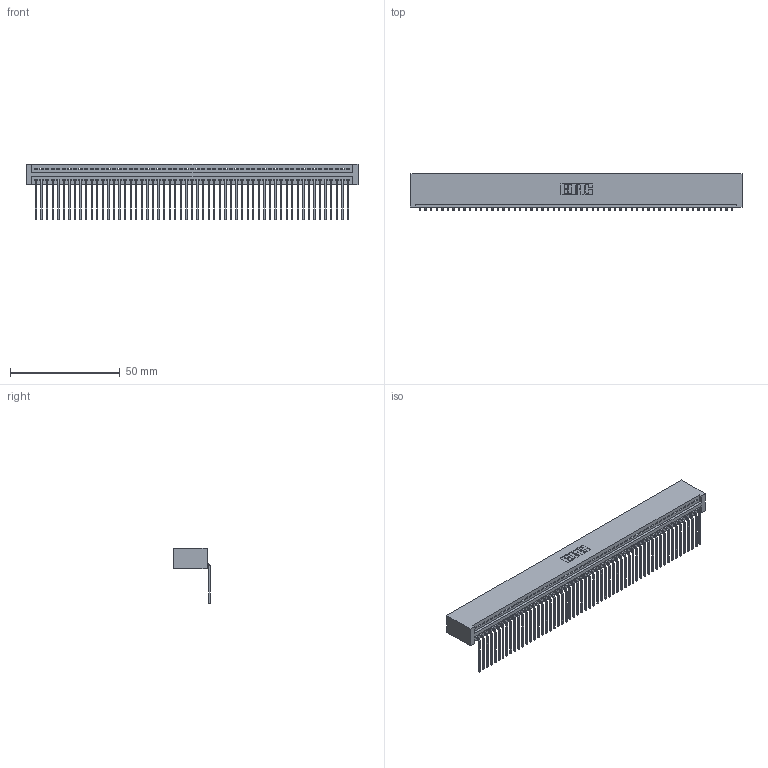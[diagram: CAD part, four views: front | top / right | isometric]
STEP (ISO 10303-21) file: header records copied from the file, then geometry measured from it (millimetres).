
FILE_DESCRIPTION (( 'STEP AP203' ), '1' );
FILE_NAME ('395-057-559-101.STEP', '2019-10-24T03:08:58', ( '' ), ( '' ), 'SwSTEP 2.0', 'SolidWorks 2016', '' );
FILE_SCHEMA (( 'CONFIG_CONTROL_DESIGN' ));
Length unit declared in the file: inch
Products named in the file (3): 345-292-001_558 559 Tail - 1; 395-057-559-101; 345 Part_No Mounting Lugs
Assembly tree (58 placements, depth 2):
  395-057-559-101
    345 Part_No Mounting Lugs
    345-292-001_558 559 Tail - 1  x57
Bounding box: 151.38 x 16.75 x 25.53 mm (x, y, z)
Volume: 15275.8 mm3; surface area: 21810 mm2
Topology: 58 solids, 58 shells, 3538 faces, 10691 edges, 7050 vertices
Faces by surface type: plane 2470, cylinder 1068
Entity records: 40687 total; most frequent: CARTESIAN_POINT 7055, ORIENTED_EDGE 7046, DIRECTION 6133, EDGE_CURVE 3523, VECTOR 3171, LINE 3171, VERTEX_POINT 2346, AXIS2_PLACEMENT_3D 1481
